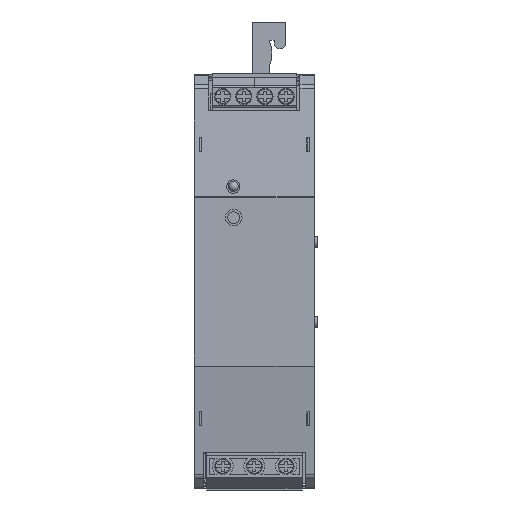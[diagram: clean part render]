
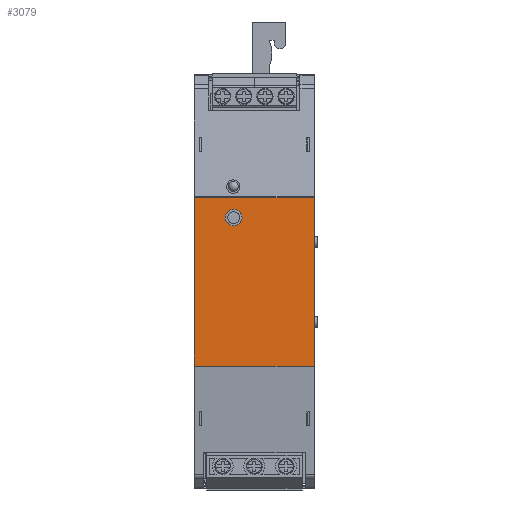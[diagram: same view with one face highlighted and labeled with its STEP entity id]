
A CAD part, front view. The second image highlights one B-rep face of the part: STEP entity #3079.
In plain terms, the highlighted planar face has unit normal (0, -1, 0).
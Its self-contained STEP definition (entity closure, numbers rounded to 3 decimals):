
#3079 = ADVANCED_FACE( '', ( #7999, #8000 ), #8001, .T. );
#7999 = FACE_OUTER_BOUND( '', #16313, .T. );
#8000 = FACE_BOUND( '', #16314, .T. );
#8001 = PLANE( '', #16315 );
#16313 = EDGE_LOOP( '', ( #30284, #30285, #30286, #30287 ) );
#16314 = EDGE_LOOP( '', ( #30288 ) );
#16315 = AXIS2_PLACEMENT_3D( '', #30289, #30290, #30291 );
#30284 = ORIENTED_EDGE( '', *, *, #49558, .F. );
#30285 = ORIENTED_EDGE( '', *, *, #49559, .F. );
#30286 = ORIENTED_EDGE( '', *, *, #49560, .T. );
#30287 = ORIENTED_EDGE( '', *, *, #49561, .T. );
#30288 = ORIENTED_EDGE( '', *, *, #48137, .F. );
#30289 = CARTESIAN_POINT( '', ( -22.5, -55.105, -25.39 ) );
#30290 = DIRECTION( '', ( 0., -1., 0. ) );
#30291 = DIRECTION( '', ( -1., 0., 0. ) );
#48137 = EDGE_CURVE( '', #58147, #58147, #58148, .T. );
#49558 = EDGE_CURVE( '', #60620, #60621, #60622, .T. );
#49559 = EDGE_CURVE( '', #60623, #60620, #60624, .T. );
#49560 = EDGE_CURVE( '', #60623, #60625, #60626, .T. );
#49561 = EDGE_CURVE( '', #60625, #60621, #60627, .T. );
#58147 = VERTEX_POINT( '', #71962 );
#58148 = CIRCLE( '', #71963, 2.5 );
#60620 = VERTEX_POINT( '', #75741 );
#60621 = VERTEX_POINT( '', #75742 );
#60622 = LINE( '', #75743, #75744 );
#60623 = VERTEX_POINT( '', #75745 );
#60624 = LINE( '', #75746, #75747 );
#60625 = VERTEX_POINT( '', #75748 );
#60626 = LINE( '', #75749, #75750 );
#60627 = LINE( '', #75751, #75752 );
#71962 = CARTESIAN_POINT( '', ( -8.205, -55.105, 19.266 ) );
#71963 = AXIS2_PLACEMENT_3D( '', #89397, #89398, #89399 );
#75741 = CARTESIAN_POINT( '', ( 13.5, -55.105, 25.322 ) );
#75742 = CARTESIAN_POINT( '', ( 13.5, -55.105, -25.322 ) );
#75743 = CARTESIAN_POINT( '', ( 13.5, -55.105, -25.39 ) );
#75744 = VECTOR( '', #90689, 1000. );
#75745 = CARTESIAN_POINT( '', ( -22.5, -55.105, 25.322 ) );
#75746 = CARTESIAN_POINT( '', ( -22.5, -55.105, 25.322 ) );
#75747 = VECTOR( '', #90690, 1000. );
#75748 = CARTESIAN_POINT( '', ( -22.5, -55.105, -25.322 ) );
#75749 = CARTESIAN_POINT( '', ( -22.5, -55.105, -25.39 ) );
#75750 = VECTOR( '', #90691, 1000. );
#75751 = CARTESIAN_POINT( '', ( -22.5, -55.105, -25.322 ) );
#75752 = VECTOR( '', #90692, 1000. );
#89397 = CARTESIAN_POINT( '', ( -10.705, -55.105, 19.266 ) );
#89398 = DIRECTION( '', ( 0., -1., 0. ) );
#89399 = DIRECTION( '', ( 1., 0., 0. ) );
#90689 = DIRECTION( '', ( 0., 0., -1. ) );
#90690 = DIRECTION( '', ( 1., 0., 0. ) );
#90691 = DIRECTION( '', ( 0., 0., -1. ) );
#90692 = DIRECTION( '', ( 1., 0., 0. ) );
